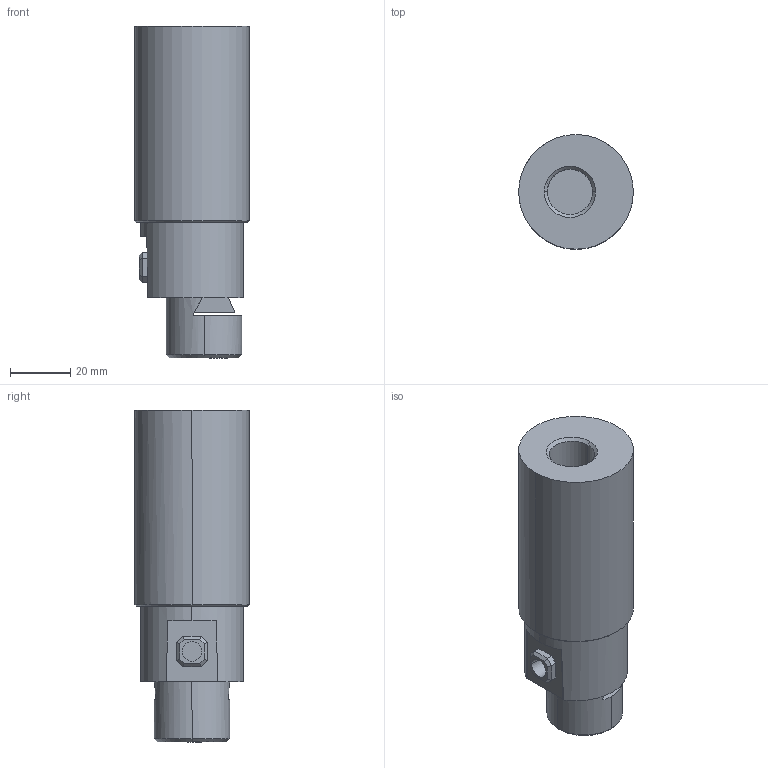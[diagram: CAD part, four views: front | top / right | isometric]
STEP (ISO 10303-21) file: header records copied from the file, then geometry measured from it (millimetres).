
FILE_DESCRIPTION(('CATIA V5 STEP Exchange'),'2;1');
FILE_NAME('SCR02_3D-01.stp','2025-09-15T04:42:11+00:00',('none'),('none'),'CATIA Version 5 Release 20 GA (IN-10)','CATIA V5 STEP AP214','none');
FILE_SCHEMA(('AUTOMOTIVE_DESIGN { 1 0 10303 214 1 1 1 1 }'));
Length unit declared in the file: millimetre
Products named in the file (1): SCR02_01
Bounding box: 38 x 38 x 110 mm (x, y, z)
Volume: 94167.6 mm3; surface area: 19483.6 mm2
Topology: 2 solids, 2 shells, 71 faces, 164 edges, 105 vertices
Faces by surface type: plane 42, cylinder 20, cone 9
Entity records: 2019 total; most frequent: CARTESIAN_POINT 409, ORIENTED_EDGE 328, DIRECTION 289, EDGE_CURVE 164, AXIS2_PLACEMENT_3D 121, VERTEX_POINT 105, VECTOR 100, LINE 100
